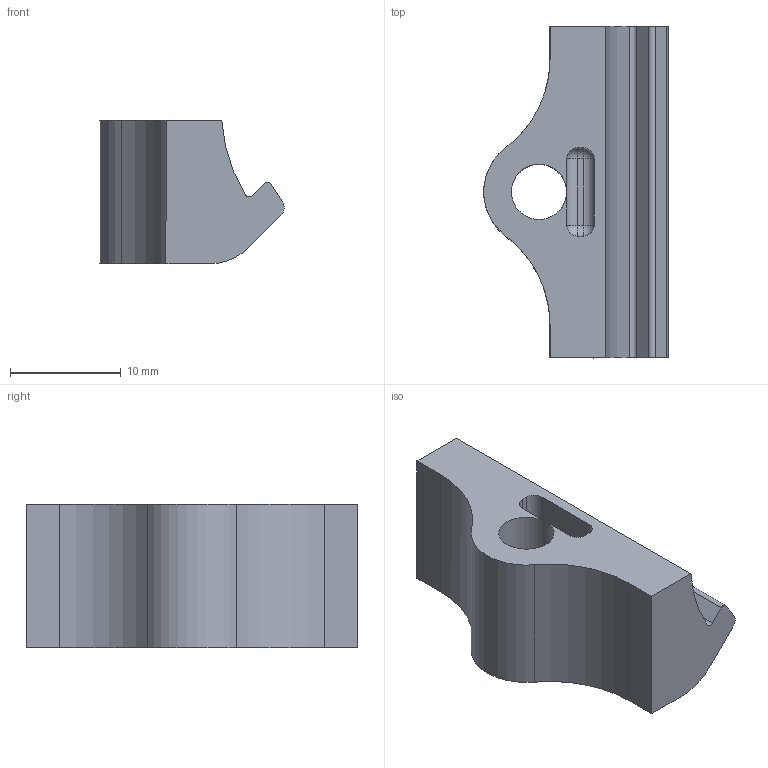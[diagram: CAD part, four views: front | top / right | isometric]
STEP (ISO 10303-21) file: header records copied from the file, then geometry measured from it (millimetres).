
FILE_DESCRIPTION(/* description */ (''),/* implementation_level */ '2;1');
FILE_NAME(/* name */ 'bf78eac8-cf28-4067-9003-eb9b1f35b1d9.stp',/* time_stamp */ '2019-04-16T02:19:34+00:00',/* author */ (''),/* organization */ (''),/* preprocessor_version */ 'ST-DEVELOPER v18',/* originating_system */ 'Autodesk Translation Framework v8.2.0.1029',/* authorisation */ '');
FILE_SCHEMA (('AUTOMOTIVE_DESIGN { 1 0 10303 214 3 1 1 }'));
Length unit declared in the file: millimetre
Products named in the file (1): brake boss
Bounding box: 16.67 x 30 x 13 mm (x, y, z)
Volume: 3274.1 mm3; surface area: 1978 mm2
Topology: 1 solids, 1 shells, 35 faces, 89 edges, 54 vertices
Faces by surface type: cylinder 17, plane 14, sphere 4
Full cylindrical faces by diameter (mm): 5 x1
Entity records: 1047 total; most frequent: DIRECTION 191, CARTESIAN_POINT 173, ORIENTED_EDGE 170, EDGE_CURVE 85, AXIS2_PLACEMENT_3D 70, VERTEX_POINT 52, LINE 51, VECTOR 51
